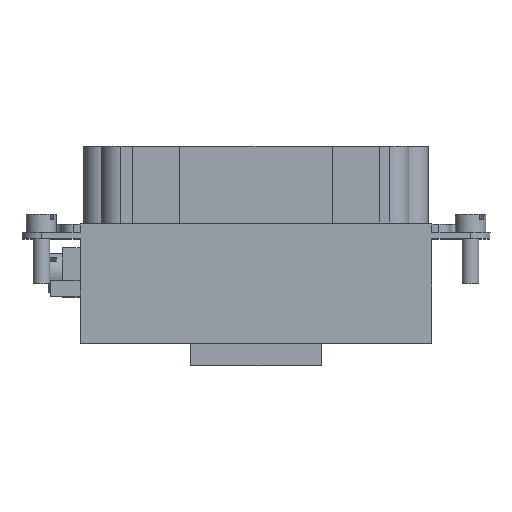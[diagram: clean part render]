
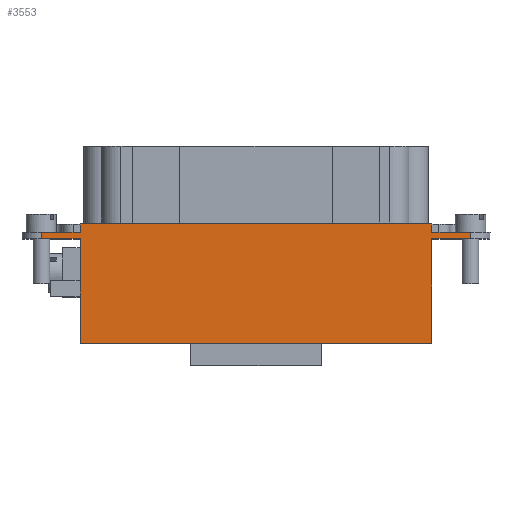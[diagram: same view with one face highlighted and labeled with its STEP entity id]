
A CAD part, top view. The second image highlights one B-rep face of the part: STEP entity #3553.
In plain terms, the highlighted planar face has unit normal (0, 0, 1).
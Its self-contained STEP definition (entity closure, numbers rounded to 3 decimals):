
#3553=ADVANCED_FACE('',(#4893),#4239,.T.);
#4239=PLANE('',#18922);
#4893=FACE_OUTER_BOUND('',#6053,.T.);
#6053=EDGE_LOOP('',(#9874,#9875,#9876,#9877,#9878,#9879,#9880,#9881,#9882,
#9883,#9884,#9885));
#9874=ORIENTED_EDGE('',*,*,#14003,.T.);
#9875=ORIENTED_EDGE('',*,*,#13952,.T.);
#9876=ORIENTED_EDGE('',*,*,#14004,.T.);
#9877=ORIENTED_EDGE('',*,*,#14005,.T.);
#9878=ORIENTED_EDGE('',*,*,#14006,.T.);
#9879=ORIENTED_EDGE('',*,*,#14007,.T.);
#9880=ORIENTED_EDGE('',*,*,#14008,.T.);
#9881=ORIENTED_EDGE('',*,*,#14009,.T.);
#9882=ORIENTED_EDGE('',*,*,#14010,.T.);
#9883=ORIENTED_EDGE('',*,*,#13875,.T.);
#9884=ORIENTED_EDGE('',*,*,#14011,.T.);
#9885=ORIENTED_EDGE('',*,*,#13963,.T.);
#11832=VERTEX_POINT('',#27665);
#11835=VERTEX_POINT('',#27670);
#11888=VERTEX_POINT('',#27864);
#11889=VERTEX_POINT('',#27865);
#11897=VERTEX_POINT('',#27886);
#11898=VERTEX_POINT('',#27888);
#11924=VERTEX_POINT('',#27969);
#11925=VERTEX_POINT('',#27971);
#11926=VERTEX_POINT('',#27973);
#11927=VERTEX_POINT('',#27975);
#11928=VERTEX_POINT('',#27977);
#11929=VERTEX_POINT('',#27979);
#13875=EDGE_CURVE('',#11832,#11835,#15509,.T.);
#13952=EDGE_CURVE('',#11888,#11889,#15574,.T.);
#13963=EDGE_CURVE('',#11898,#11897,#15581,.T.);
#14003=EDGE_CURVE('',#11897,#11888,#15609,.T.);
#14004=EDGE_CURVE('',#11889,#11924,#15610,.T.);
#14005=EDGE_CURVE('',#11924,#11925,#15611,.T.);
#14006=EDGE_CURVE('',#11925,#11926,#15612,.T.);
#14007=EDGE_CURVE('',#11926,#11927,#15613,.T.);
#14008=EDGE_CURVE('',#11927,#11928,#15614,.T.);
#14009=EDGE_CURVE('',#11928,#11929,#15615,.T.);
#14010=EDGE_CURVE('',#11929,#11832,#15616,.T.);
#14011=EDGE_CURVE('',#11835,#11898,#15617,.T.);
#15509=LINE('',#27671,#17102);
#15574=LINE('',#27863,#17167);
#15581=LINE('',#27887,#17174);
#15609=LINE('',#27966,#17202);
#15610=LINE('',#27968,#17203);
#15611=LINE('',#27970,#17204);
#15612=LINE('',#27972,#17205);
#15613=LINE('',#27974,#17206);
#15614=LINE('',#27976,#17207);
#15615=LINE('',#27978,#17208);
#15616=LINE('',#27980,#17209);
#15617=LINE('',#27981,#17210);
#17102=VECTOR('',#22749,1.);
#17167=VECTOR('',#22892,1.);
#17174=VECTOR('',#22913,1.);
#17202=VECTOR('',#22991,1.);
#17203=VECTOR('',#22994,1.);
#17204=VECTOR('',#22995,1.);
#17205=VECTOR('',#22996,1.);
#17206=VECTOR('',#22997,1.);
#17207=VECTOR('',#22998,1.);
#17208=VECTOR('',#22999,1.);
#17209=VECTOR('',#23000,1.);
#17210=VECTOR('',#23001,1.);
#18922=AXIS2_PLACEMENT_3D('',#27982,#23002,#23003);
#22749=DIRECTION('',(0.,1.,0.));
#22892=DIRECTION('',(0.,-1.,0.));
#22913=DIRECTION('',(0.,-1.,0.));
#22991=DIRECTION('',(-1.,0.,0.));
#22994=DIRECTION('',(1.,0.,0.));
#22995=DIRECTION('',(0.,-1.,0.));
#22996=DIRECTION('',(1.,0.,0.));
#22997=DIRECTION('',(0.,1.,0.));
#22998=DIRECTION('',(1.,0.,0.));
#22999=DIRECTION('',(0.,1.,0.));
#23000=DIRECTION('',(-1.,0.,0.));
#23001=DIRECTION('',(-1.,0.,0.));
#23002=DIRECTION('',(0.,0.,1.));
#23003=DIRECTION('',(-1.,0.,0.));
#27665=CARTESIAN_POINT('',(31.8,1.2,17.));
#27670=CARTESIAN_POINT('',(31.8,2.7,17.));
#27671=CARTESIAN_POINT('',(31.8,1.2,17.));
#27863=CARTESIAN_POINT('',(-38.7,1.202,17.));
#27864=CARTESIAN_POINT('',(-38.7,1.202,17.));
#27865=CARTESIAN_POINT('',(-38.7,0.002,17.));
#27886=CARTESIAN_POINT('',(-31.7,1.202,17.));
#27887=CARTESIAN_POINT('',(-31.7,2.702,17.));
#27888=CARTESIAN_POINT('',(-31.7,2.702,17.));
#27966=CARTESIAN_POINT('',(-31.7,1.202,17.));
#27968=CARTESIAN_POINT('',(-38.7,0.002,17.));
#27969=CARTESIAN_POINT('',(-31.7,0.002,17.));
#27970=CARTESIAN_POINT('',(-31.7,0.002,17.));
#27971=CARTESIAN_POINT('',(-31.701,-18.798,17.));
#27972=CARTESIAN_POINT('',(-31.701,-18.798,17.));
#27973=CARTESIAN_POINT('',(31.799,-18.8,17.));
#27974=CARTESIAN_POINT('',(31.799,-18.8,17.));
#27975=CARTESIAN_POINT('',(31.8,0.,17.));
#27976=CARTESIAN_POINT('',(31.8,0.,17.));
#27977=CARTESIAN_POINT('',(38.8,0.,17.));
#27978=CARTESIAN_POINT('',(38.8,0.,17.));
#27979=CARTESIAN_POINT('',(38.8,1.2,17.));
#27980=CARTESIAN_POINT('',(38.8,1.2,17.));
#27981=CARTESIAN_POINT('',(31.8,2.7,17.));
#27982=CARTESIAN_POINT('',(38.9,2.9,17.));
